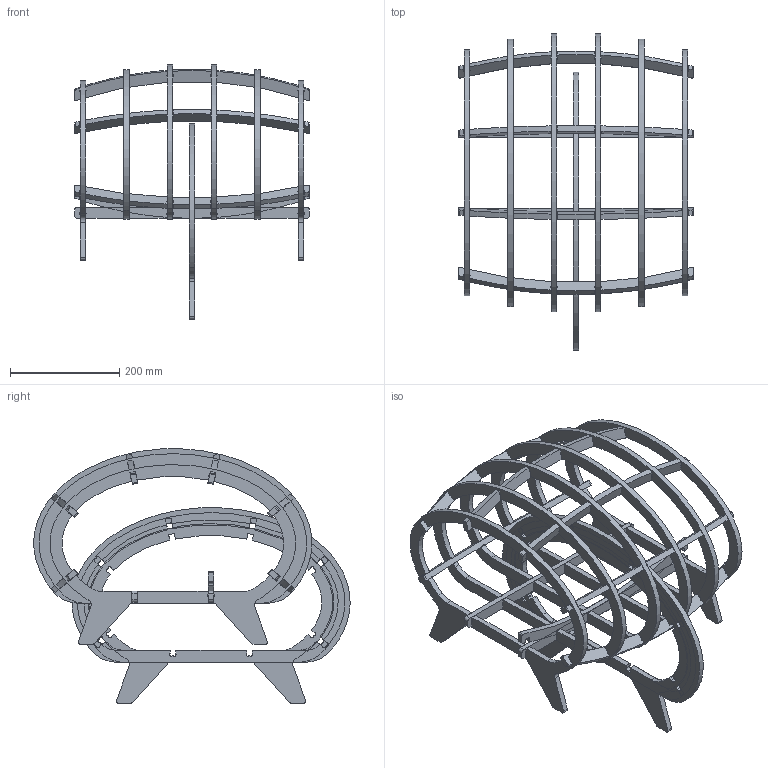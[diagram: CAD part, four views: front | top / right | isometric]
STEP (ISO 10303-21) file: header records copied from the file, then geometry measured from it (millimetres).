
FILE_DESCRIPTION( ( 'Unknown' ), '1' );
FILE_NAME( 'CTH-2.stp', 'Unknown', ( 'Unknown' ), ( 'Unknown' ), 'XStep 1.0', 'Unknown', ' ' );
FILE_SCHEMA( ( 'CONFIG_CONTROL_DESIGN' ) );
Length unit declared in the file: millimetre
Products named in the file (6): Assem1; CTH-21; CTH-22; CTH-23; CTH-24; CTH-25
Bounding box: 430 x 579.26 x 465.9 mm (x, y, z)
Volume: 3269125.6 mm3; surface area: 993123.6 mm2
Topology: 19 solids, 19 shells, 1813 faces, 5325 edges, 3550 vertices
Faces by surface type: cylinder 1212, plane 535, extrusion 66
Entity records: 17209 total; most frequent: DIRECTION 3189, CARTESIAN_POINT 2935, ORIENTED_EDGE 2910, EDGE_CURVE 1455, AXIS2_PLACEMENT_3D 1202, VERTEX_POINT 970, VECTOR 785, LINE 763
